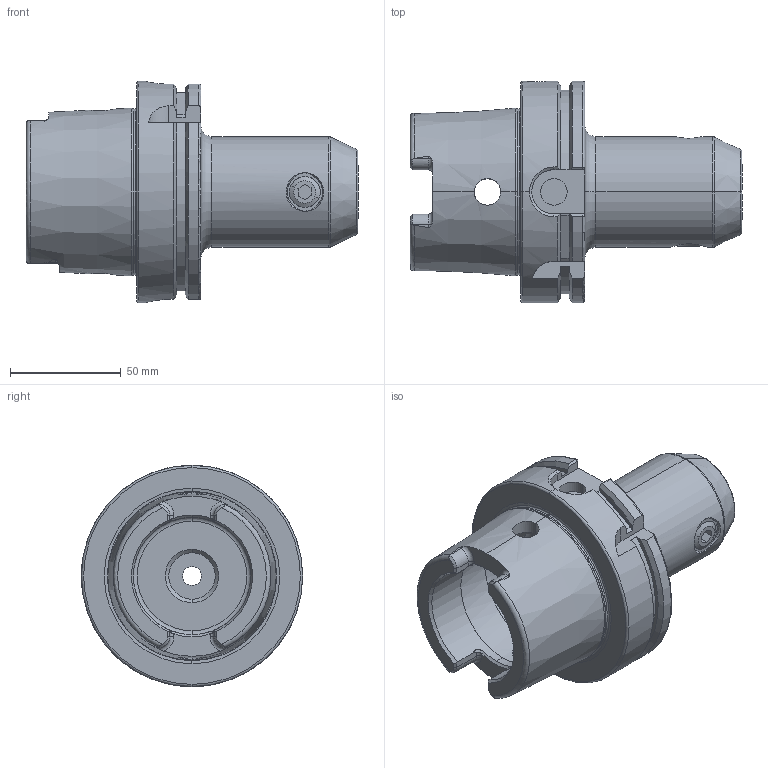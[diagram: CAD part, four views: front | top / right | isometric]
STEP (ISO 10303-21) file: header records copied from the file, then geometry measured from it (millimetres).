
FILE_DESCRIPTION (( 'STEP AP203' ), '1' );
FILE_NAME ('91100A-WE8 18100.STEP', '2015-09-05T11:57:05', ( '' ), ( '' ), 'SwSTEP 2.0', 'SolidWorks 2009', '' );
FILE_SCHEMA (( 'CONFIG_CONTROL_DESIGN' ));
Length unit declared in the file: millimetre
Products named in the file (3): HSKA100 EM 18 100 WW; M14X16_ISO 4026 - M12 x 12-N; 91100A-WE8 18100
Assembly tree (2 placements, depth 2):
  91100A-WE8 18100
    HSKA100 EM 18 100 WW
    M14X16_ISO 4026 - M12 x 12-N
Bounding box: 150 x 100 x 100 mm (x, y, z)
Volume: 372803.4 mm3; surface area: 64854.2 mm2
Topology: 2 solids, 2 shells, 204 faces, 503 edges, 308 vertices
Faces by surface type: plane 64, cylinder 58, cone 35, torus 33, bspline 12, sphere 2
Entity records: 8000 total; most frequent: CARTESIAN_POINT 3047, ORIENTED_EDGE 992, DIRECTION 954, EDGE_CURVE 496, AXIS2_PLACEMENT_3D 387, VERTEX_POINT 305, EDGE_LOOP 221, FACE_OUTER_BOUND 204
